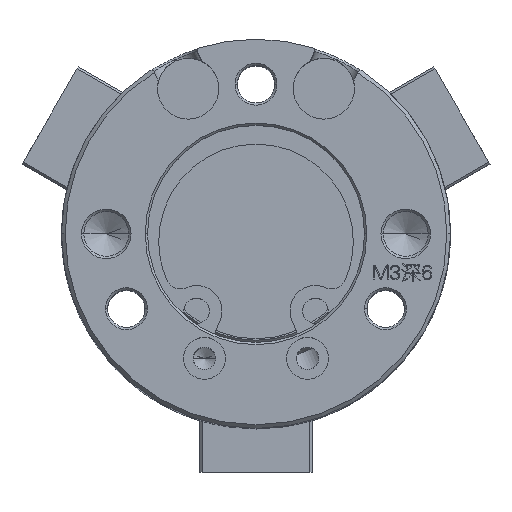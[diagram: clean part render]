
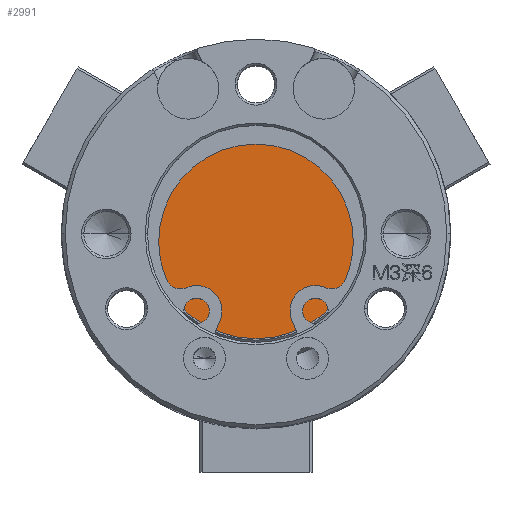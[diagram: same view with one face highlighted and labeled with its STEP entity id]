
A CAD part, top view. The second image highlights one B-rep face of the part: STEP entity #2991.
In plain terms, the highlighted planar face has unit normal (0, 0, 1).
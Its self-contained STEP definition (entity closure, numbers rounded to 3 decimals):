
#1804 = VERTEX_POINT ( 'NONE', #30507 ) ;
#2991 = ADVANCED_FACE ( 'NONE', ( #19189 ), #20013, .T. ) ;
#6382 = EDGE_CURVE ( 'NONE', #36912, #1804, #27617, .T. ) ;
#7245 = ORIENTED_EDGE ( 'NONE', *, *, #26091, .T. ) ;
#8563 = DIRECTION ( 'NONE',  ( 1., 0., 0. ) ) ;
#9293 = ORIENTED_EDGE ( 'NONE', *, *, #6382, .T. ) ;
#11487 = AXIS2_PLACEMENT_3D ( 'NONE', #22873, #25783, #8563 ) ;
#13235 = DIRECTION ( 'NONE',  ( 0., 0., 1. ) ) ;
#15445 = AXIS2_PLACEMENT_3D ( 'NONE', #34104, #16925, #36979 ) ;
#16925 = DIRECTION ( 'NONE',  ( 0., 0., 1. ) ) ;
#18244 = CIRCLE ( 'NONE', #15445, 7. ) ;
#19189 = FACE_OUTER_BOUND ( 'NONE', #27471, .T. ) ;
#20013 = PLANE ( 'NONE',  #11487 ) ;
#20478 = CARTESIAN_POINT ( 'NONE',  ( -7., 0., 27.1 ) ) ;
#22873 = CARTESIAN_POINT ( 'NONE',  ( 0., 0., 27.1 ) ) ;
#25783 = DIRECTION ( 'NONE',  ( 0., 0., 1. ) ) ;
#26091 = EDGE_CURVE ( 'NONE', #1804, #36912, #18244, .T. ) ;
#27471 = EDGE_LOOP ( 'NONE', ( #7245, #9293 ) ) ;
#27617 = CIRCLE ( 'NONE', #33776, 7. ) ;
#30441 = CARTESIAN_POINT ( 'NONE',  ( 0., 0., 27.1 ) ) ;
#30507 = CARTESIAN_POINT ( 'NONE',  ( 7., 0., 27.1 ) ) ;
#33310 = DIRECTION ( 'NONE',  ( 1., 0., 0. ) ) ;
#33776 = AXIS2_PLACEMENT_3D ( 'NONE', #30441, #13235, #33310 ) ;
#34104 = CARTESIAN_POINT ( 'NONE',  ( 0., 0., 27.1 ) ) ;
#36912 = VERTEX_POINT ( 'NONE', #20478 ) ;
#36979 = DIRECTION ( 'NONE',  ( 1., 0., 0. ) ) ;
